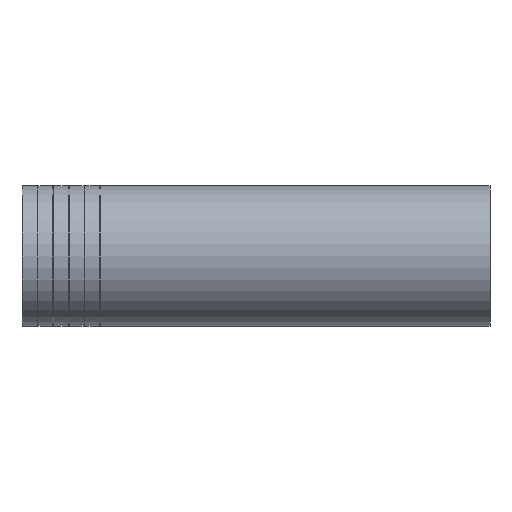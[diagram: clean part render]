
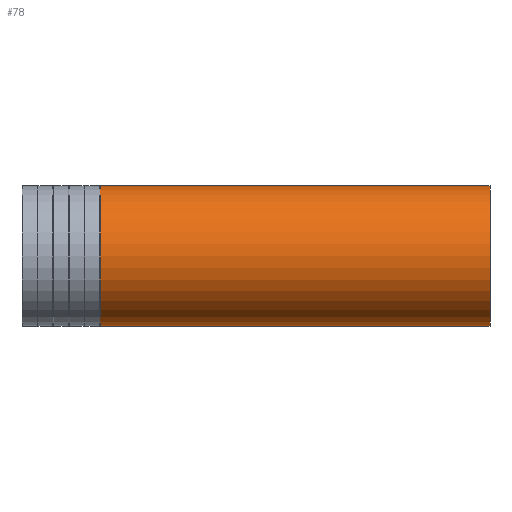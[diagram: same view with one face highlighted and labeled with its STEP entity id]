
A CAD part, front view. The second image highlights one B-rep face of the part: STEP entity #78.
In plain terms, the highlighted cylindrical face has radius 22.5 mm (diameter 45 mm), a full revolution.
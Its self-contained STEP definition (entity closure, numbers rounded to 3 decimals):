
#78 = ADVANCED_FACE( '', ( #99, #100 ), #101, .T. );
#99 = FACE_OUTER_BOUND( '', #141, .T. );
#100 = FACE_OUTER_BOUND( '', #142, .T. );
#101 = CYLINDRICAL_SURFACE( '', #143, 22.5 );
#141 = EDGE_LOOP( '', ( #189 ) );
#142 = EDGE_LOOP( '', ( #190 ) );
#143 = AXIS2_PLACEMENT_3D( '', #191, #192, #193 );
#189 = ORIENTED_EDGE( '', *, *, #248, .T. );
#190 = ORIENTED_EDGE( '', *, *, #247, .F. );
#191 = CARTESIAN_POINT( '', ( 150., 0., 0. ) );
#192 = DIRECTION( '', ( -1., 0., 0. ) );
#193 = DIRECTION( '', ( 0., 0., -1. ) );
#247 = EDGE_CURVE( '', #264, #264, #265, .T. );
#248 = EDGE_CURVE( '', #266, #266, #267, .T. );
#264 = VERTEX_POINT( '', #292 );
#265 = CIRCLE( '', #293, 22.5 );
#266 = VERTEX_POINT( '', #294 );
#267 = CIRCLE( '', #295, 22.5 );
#292 = CARTESIAN_POINT( '', ( 150., 0., -22.5 ) );
#293 = AXIS2_PLACEMENT_3D( '', #323, #324, #325 );
#294 = CARTESIAN_POINT( '', ( 25.1, 0., -22.5 ) );
#295 = AXIS2_PLACEMENT_3D( '', #326, #327, #328 );
#323 = CARTESIAN_POINT( '', ( 150., 0., 0. ) );
#324 = DIRECTION( '', ( 1., 0., 0. ) );
#325 = DIRECTION( '', ( 0., 0., -1. ) );
#326 = CARTESIAN_POINT( '', ( 25.1, 0., 0. ) );
#327 = DIRECTION( '', ( 1., 0., 0. ) );
#328 = DIRECTION( '', ( 0., 0., -1. ) );
